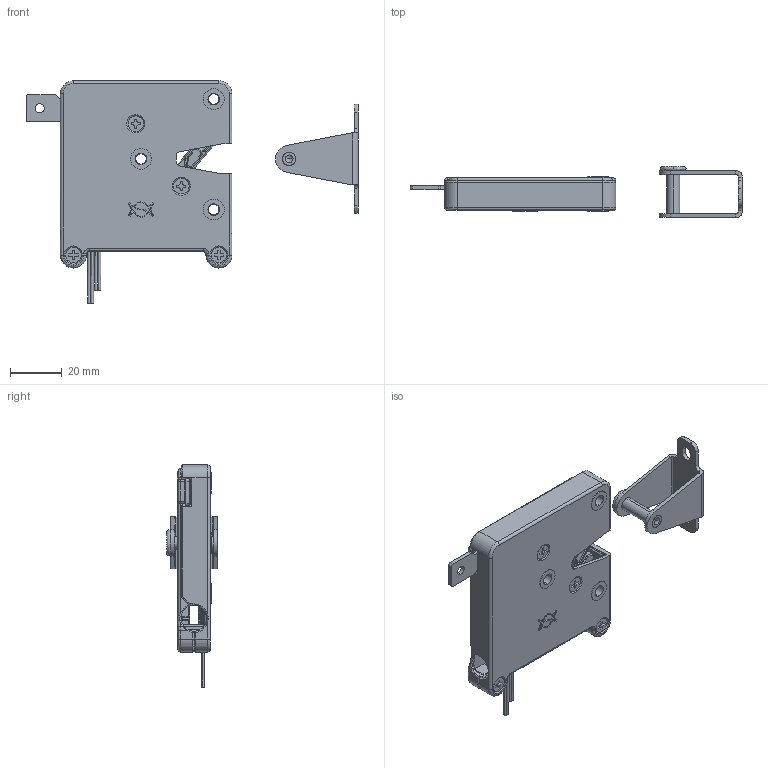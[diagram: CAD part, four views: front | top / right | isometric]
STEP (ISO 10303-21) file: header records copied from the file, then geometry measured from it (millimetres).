
FILE_DESCRIPTION( (''), '2;1');
FILE_NAME ('PC50.16768.LD_0043_28010.stp','2021-03-08T13:57:06',(''),(''),'spGate 17.5.1','','');
FILE_SCHEMA (('AUTOMOTIVE_DESIGN'));
Length unit declared in the file: millimetre
Products named in the file (3): Assembly; LD-0043(本体); LD-0043(キーパー)
Assembly tree (2 placements, depth 2):
  Assembly
    LD-0043(本体)
    LD-0043(キーパー)
Bounding box: 127.75 x 19.6 x 85.5 mm (x, y, z)
Volume: 23789.3 mm3; surface area: 29926.7 mm2
Topology: 2 solids, 2 shells, 2167 faces, 5847 edges, 3656 vertices
Faces by surface type: plane 1199, cylinder 602, bspline 283, sphere 83
Entity records: 121386 total; most frequent: CARTESIAN_POINT 22638, ORIENTED_EDGE 11542, DIRECTION 10517, COLOUR_RGB 7940, PRESENTATION_STYLE_ASSIGNMENT 7940, STYLED_ITEM 7940, EDGE_CURVE 5771, DRAUGHTING_PRE_DEFINED_CURVE_FONT 5771
